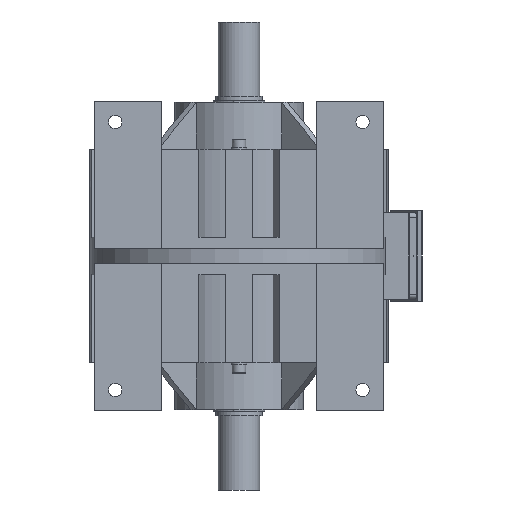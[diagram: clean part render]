
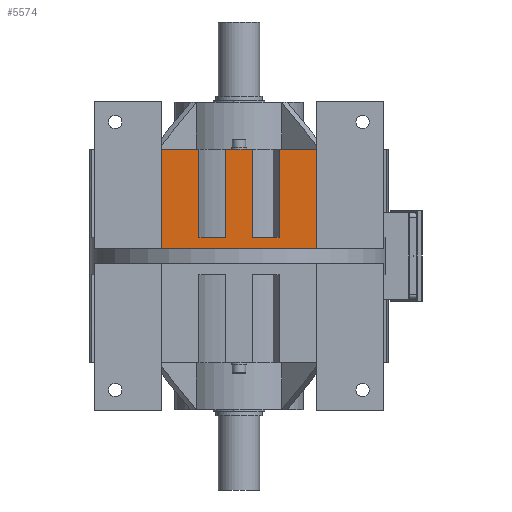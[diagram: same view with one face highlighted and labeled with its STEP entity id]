
A CAD part, front view. The second image highlights one B-rep face of the part: STEP entity #5574.
In plain terms, the highlighted planar face has unit normal (0, -1, 0).
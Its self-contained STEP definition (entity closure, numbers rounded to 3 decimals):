
#210 = DIRECTION ( 'NONE',  ( 0., 0., 1. ) ) ;
#211 = VECTOR ( 'NONE', #210, 1000. ) ;
#212 = CARTESIAN_POINT ( 'NONE',  ( 12.686, -145., 20. ) ) ;
#213 = LINE ( 'NONE', #212, #211 ) ;
#417 = CARTESIAN_POINT ( 'NONE',  ( 0., -145., 4. ) ) ;
#418 = LINE ( 'NONE', #417, #428 ) ;
#427 = DIRECTION ( 'NONE',  ( 1., 0., 0. ) ) ;
#428 = VECTOR ( 'NONE', #427, 1000. ) ;
#447 = CARTESIAN_POINT ( 'NONE',  ( -75., -145., 4. ) ) ;
#543 = CARTESIAN_POINT ( 'NONE',  ( 12.686, -145., 100.5 ) ) ;
#634 = VECTOR ( 'NONE', #704, 1000. ) ;
#635 = LINE ( 'NONE', #705, #634 ) ;
#641 = CARTESIAN_POINT ( 'NONE',  ( 75., -145., 4. ) ) ;
#693 = CARTESIAN_POINT ( 'NONE',  ( 0., -145., 4. ) ) ;
#704 = DIRECTION ( 'NONE',  ( 1., 0., 0. ) ) ;
#705 = CARTESIAN_POINT ( 'NONE',  ( 0., -145., 4. ) ) ;
#815 = CARTESIAN_POINT ( 'NONE',  ( 75., -145., 100.5 ) ) ;
#816 = DIRECTION ( 'NONE',  ( 0., 0., 1. ) ) ;
#817 = VECTOR ( 'NONE', #816, 1000. ) ;
#827 = CARTESIAN_POINT ( 'NONE',  ( 75., -145., 20. ) ) ;
#828 = LINE ( 'NONE', #827, #817 ) ;
#1012 = CARTESIAN_POINT ( 'NONE',  ( 38.853, -145., 100.5 ) ) ;
#1013 = DIRECTION ( 'NONE',  ( 0., 0., -1. ) ) ;
#1014 = VECTOR ( 'NONE', #1013, 1000. ) ;
#1015 = CARTESIAN_POINT ( 'NONE',  ( 38.853, -145., 20. ) ) ;
#1016 = LINE ( 'NONE', #1015, #1014 ) ;
#5299 = ORIENTED_EDGE ( 'NONE', *, *, #5301, .F. ) ;
#5301 = EDGE_CURVE ( 'NONE', #14907, #14738, #23318, .T. ) ;
#5304 = ORIENTED_EDGE ( 'NONE', *, *, #14905, .T. ) ;
#5305 = ORIENTED_EDGE ( 'NONE', *, *, #13525, .T. ) ;
#5306 = ORIENTED_EDGE ( 'NONE', *, *, #14365, .T. ) ;
#5307 = ORIENTED_EDGE ( 'NONE', *, *, #5308, .F. ) ;
#5308 = EDGE_CURVE ( 'NONE', #5387, #14565, #23214, .T. ) ;
#5365 = EDGE_CURVE ( 'NONE', #5367, #14501, #23475, .T. ) ;
#5367 = VERTEX_POINT ( 'NONE', #23419 ) ;
#5387 = VERTEX_POINT ( 'NONE', #23543 ) ;
#5568 = ORIENTED_EDGE ( 'NONE', *, *, #13669, .T. ) ;
#5574 = ADVANCED_FACE ( 'NONE', ( #23866 ), #23904, .T. ) ;
#5609 = EDGE_LOOP ( 'NONE', ( #5299, #5304, #5305, #5306, #5307, #5635, #5568, #5656, #5659, #5625, #5626, #5627, #5628 ) ) ;
#5625 = ORIENTED_EDGE ( 'NONE', *, *, #5365, .T. ) ;
#5626 = ORIENTED_EDGE ( 'NONE', *, *, #14505, .T. ) ;
#5627 = ORIENTED_EDGE ( 'NONE', *, *, #14172, .T. ) ;
#5628 = ORIENTED_EDGE ( 'NONE', *, *, #14736, .T. ) ;
#5630 = EDGE_CURVE ( 'NONE', #5387, #13655, #23971, .T. ) ;
#5635 = ORIENTED_EDGE ( 'NONE', *, *, #5630, .T. ) ;
#5656 = ORIENTED_EDGE ( 'NONE', *, *, #5657, .T. ) ;
#5657 = EDGE_CURVE ( 'NONE', #13724, #5658, #24079, .T. ) ;
#5658 = VERTEX_POINT ( 'NONE', #24060 ) ;
#5659 = ORIENTED_EDGE ( 'NONE', *, *, #5660, .F. ) ;
#5660 = EDGE_CURVE ( 'NONE', #5367, #5658, #24056, .T. ) ;
#13523 = VERTEX_POINT ( 'NONE', #24977 ) ;
#13525 = EDGE_CURVE ( 'NONE', #13526, #13523, #24947, .T. ) ;
#13526 = VERTEX_POINT ( 'NONE', #24948 ) ;
#13655 = VERTEX_POINT ( 'NONE', #25201 ) ;
#13669 = EDGE_CURVE ( 'NONE', #13655, #13724, #25229, .T. ) ;
#13724 = VERTEX_POINT ( 'NONE', #25223 ) ;
#14172 = EDGE_CURVE ( 'NONE', #14173, #14174, #635, .T. ) ;
#14173 = VERTEX_POINT ( 'NONE', #693 ) ;
#14174 = VERTEX_POINT ( 'NONE', #641 ) ;
#14365 = EDGE_CURVE ( 'NONE', #13523, #14565, #213, .T. ) ;
#14501 = VERTEX_POINT ( 'NONE', #447 ) ;
#14505 = EDGE_CURVE ( 'NONE', #14501, #14173, #418, .T. ) ;
#14565 = VERTEX_POINT ( 'NONE', #543 ) ;
#14736 = EDGE_CURVE ( 'NONE', #14174, #14738, #828, .T. ) ;
#14738 = VERTEX_POINT ( 'NONE', #815 ) ;
#14905 = EDGE_CURVE ( 'NONE', #14907, #13526, #1016, .T. ) ;
#14907 = VERTEX_POINT ( 'NONE', #1012 ) ;
#23214 = LINE ( 'NONE', #23290, #23289 ) ;
#23222 = DIRECTION ( 'NONE',  ( 1., 0., 0. ) ) ;
#23223 = VECTOR ( 'NONE', #23222, 1000. ) ;
#23224 = CARTESIAN_POINT ( 'NONE',  ( 319.141, -145., 100.5 ) ) ;
#23288 = DIRECTION ( 'NONE',  ( 1., 0., 0. ) ) ;
#23289 = VECTOR ( 'NONE', #23288, 1000. ) ;
#23290 = CARTESIAN_POINT ( 'NONE',  ( 319.141, -145., 100.5 ) ) ;
#23318 = LINE ( 'NONE', #23224, #23223 ) ;
#23419 = CARTESIAN_POINT ( 'NONE',  ( -75., -145., 100.5 ) ) ;
#23472 = DIRECTION ( 'NONE',  ( 0., 0., -1. ) ) ;
#23473 = VECTOR ( 'NONE', #23472, 1000. ) ;
#23474 = CARTESIAN_POINT ( 'NONE',  ( -75., -145., 20. ) ) ;
#23475 = LINE ( 'NONE', #23474, #23473 ) ;
#23543 = CARTESIAN_POINT ( 'NONE',  ( -12.686, -145., 100.5 ) ) ;
#23866 = FACE_OUTER_BOUND ( 'NONE', #5609, .T. ) ;
#23898 = DIRECTION ( 'NONE',  ( 1., 0., 0. ) ) ;
#23899 = DIRECTION ( 'NONE',  ( 0., -1., 0. ) ) ;
#23903 = AXIS2_PLACEMENT_3D ( 'NONE', #23905, #23899, #23898 ) ;
#23904 = PLANE ( 'NONE',  #23903 ) ;
#23905 = CARTESIAN_POINT ( 'NONE',  ( 0., -145., 20. ) ) ;
#23966 = DIRECTION ( 'NONE',  ( 0., 0., -1. ) ) ;
#23967 = VECTOR ( 'NONE', #23966, 1000. ) ;
#23968 = CARTESIAN_POINT ( 'NONE',  ( -12.686, -145., 147.001 ) ) ;
#23971 = LINE ( 'NONE', #23968, #23967 ) ;
#24055 = CARTESIAN_POINT ( 'NONE',  ( 319.141, -145., 100.5 ) ) ;
#24056 = LINE ( 'NONE', #24055, #24101 ) ;
#24057 = DIRECTION ( 'NONE',  ( 0., 0., 1. ) ) ;
#24058 = VECTOR ( 'NONE', #24057, 1000. ) ;
#24059 = CARTESIAN_POINT ( 'NONE',  ( -38.853, -145., 147.001 ) ) ;
#24060 = CARTESIAN_POINT ( 'NONE',  ( -38.853, -145., 100.5 ) ) ;
#24079 = LINE ( 'NONE', #24059, #24058 ) ;
#24099 = DIRECTION ( 'NONE',  ( 1., 0., 0. ) ) ;
#24101 = VECTOR ( 'NONE', #24099, 1000. ) ;
#24945 = VECTOR ( 'NONE', #24970, 1000. ) ;
#24946 = CARTESIAN_POINT ( 'NONE',  ( 0., -145., 15. ) ) ;
#24947 = LINE ( 'NONE', #24946, #24945 ) ;
#24948 = CARTESIAN_POINT ( 'NONE',  ( 38.853, -145., 15. ) ) ;
#24970 = DIRECTION ( 'NONE',  ( -1., 0., 0. ) ) ;
#24977 = CARTESIAN_POINT ( 'NONE',  ( 12.686, -145., 15. ) ) ;
#25201 = CARTESIAN_POINT ( 'NONE',  ( -12.686, -145., 15. ) ) ;
#25223 = CARTESIAN_POINT ( 'NONE',  ( -38.853, -145., 15. ) ) ;
#25229 = LINE ( 'NONE', #25261, #25270 ) ;
#25261 = CARTESIAN_POINT ( 'NONE',  ( 0., -145., 15. ) ) ;
#25269 = DIRECTION ( 'NONE',  ( -1., 0., 0. ) ) ;
#25270 = VECTOR ( 'NONE', #25269, 1000. ) ;
